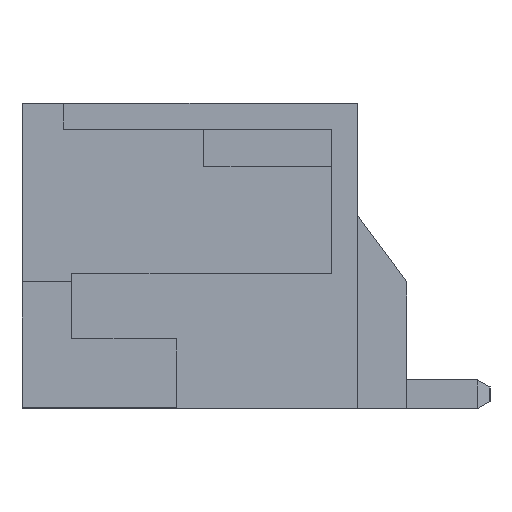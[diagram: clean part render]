
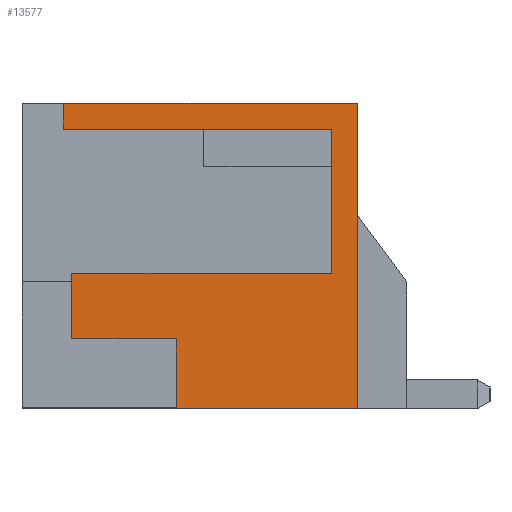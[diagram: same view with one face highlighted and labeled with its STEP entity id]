
A CAD part, left-side view. The second image highlights one B-rep face of the part: STEP entity #13577.
In plain terms, the highlighted planar face has unit normal (-1, 0, 0).
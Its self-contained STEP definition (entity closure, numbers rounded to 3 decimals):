
#2096=ORIENTED_EDGE('',*,*,#3977,.F.);
#2097=ORIENTED_EDGE('',*,*,#3957,.F.);
#2098=ORIENTED_EDGE('',*,*,#3960,.F.);
#2099=ORIENTED_EDGE('',*,*,#3965,.F.);
#2100=ORIENTED_EDGE('',*,*,#3988,.F.);
#2101=ORIENTED_EDGE('',*,*,#3969,.F.);
#2102=ORIENTED_EDGE('',*,*,#3987,.F.);
#2103=ORIENTED_EDGE('',*,*,#3136,.F.);
#2104=ORIENTED_EDGE('',*,*,#3088,.F.);
#2105=ORIENTED_EDGE('',*,*,#3976,.F.);
#3088=EDGE_CURVE('',#4449,#4450,#5318,.T.);
#3136=EDGE_CURVE('',#4450,#4492,#5366,.T.);
#3957=EDGE_CURVE('',#5004,#5005,#6187,.T.);
#3960=EDGE_CURVE('',#5006,#5004,#6190,.T.);
#3965=EDGE_CURVE('',#5009,#5006,#6195,.T.);
#3969=EDGE_CURVE('',#5011,#5012,#6199,.T.);
#3976=EDGE_CURVE('',#5014,#4449,#6206,.T.);
#3977=EDGE_CURVE('',#5005,#5014,#6207,.T.);
#3987=EDGE_CURVE('',#4492,#5011,#6217,.T.);
#3988=EDGE_CURVE('',#5012,#5009,#6218,.T.);
#4449=VERTEX_POINT('',#16525);
#4450=VERTEX_POINT('',#16527);
#4492=VERTEX_POINT('',#16622);
#5004=VERTEX_POINT('',#18291);
#5005=VERTEX_POINT('',#18293);
#5006=VERTEX_POINT('',#18297);
#5009=VERTEX_POINT('',#18306);
#5011=VERTEX_POINT('',#18314);
#5012=VERTEX_POINT('',#18316);
#5014=VERTEX_POINT('',#18327);
#5318=LINE('',#16526,#6414);
#5366=LINE('',#16621,#6462);
#6187=LINE('',#18292,#7283);
#6190=LINE('',#18298,#7286);
#6195=LINE('',#18307,#7291);
#6199=LINE('',#18315,#7295);
#6206=LINE('',#18328,#7302);
#6207=LINE('',#18330,#7303);
#6217=LINE('',#18348,#7313);
#6218=LINE('',#18350,#7314);
#6414=VECTOR('',#14362,1000.);
#6462=VECTOR('',#14420,1000.);
#7283=VECTOR('',#15915,1000.);
#7286=VECTOR('',#15920,1000.);
#7291=VECTOR('',#15927,1000.);
#7295=VECTOR('',#15935,1000.);
#7302=VECTOR('',#15948,1000.);
#7303=VECTOR('',#15951,1000.);
#7313=VECTOR('',#15969,1000.);
#7314=VECTOR('',#15972,1000.);
#7883=EDGE_LOOP('',(#2096,#2097,#2098,#2099,#2100,#2101,#2102,#2103,#2104,
#2105));
#8497=FACE_BOUND('',#7883,.T.);
#9080=PLANE('',#14169);
#13577=ADVANCED_FACE('',(#8497),#9080,.F.);
#14169=AXIS2_PLACEMENT_3D('',#18351,#15973,#15974);
#14362=DIRECTION('',(0.,-1.,0.));
#14420=DIRECTION('',(0.,0.,-1.));
#15915=DIRECTION('',(0.,0.,1.));
#15920=DIRECTION('',(0.,-1.,0.));
#15927=DIRECTION('',(0.,0.,1.));
#15935=DIRECTION('',(0.,0.,1.));
#15948=DIRECTION('',(0.,0.,1.));
#15951=DIRECTION('',(0.,1.,0.));
#15969=DIRECTION('',(0.,1.,0.));
#15972=DIRECTION('',(0.,1.,0.));
#15973=DIRECTION('',(1.,0.,0.));
#15974=DIRECTION('',(0.,0.,-1.));
#16525=CARTESIAN_POINT('',(-17.073,7.521,5.385));
#16526=CARTESIAN_POINT('',(-17.073,7.521,5.385));
#16527=CARTESIAN_POINT('',(-17.073,2.337,5.385));
#16621=CARTESIAN_POINT('',(-17.073,2.337,5.385));
#16622=CARTESIAN_POINT('',(-17.073,2.337,0.));
#18291=CARTESIAN_POINT('',(-17.073,2.794,2.389));
#18292=CARTESIAN_POINT('',(-17.073,2.794,2.389));
#18293=CARTESIAN_POINT('',(-17.073,2.794,4.928));
#18297=CARTESIAN_POINT('',(-17.073,7.378,2.389));
#18298=CARTESIAN_POINT('',(-17.073,7.378,2.389));
#18306=CARTESIAN_POINT('',(-17.073,7.378,1.231));
#18307=CARTESIAN_POINT('',(-17.073,7.378,1.231));
#18314=CARTESIAN_POINT('',(-17.073,5.532,0.));
#18315=CARTESIAN_POINT('',(-17.073,5.532,0.));
#18316=CARTESIAN_POINT('',(-17.073,5.532,1.231));
#18327=CARTESIAN_POINT('',(-17.073,7.521,4.928));
#18328=CARTESIAN_POINT('',(-17.073,7.521,5.385));
#18330=CARTESIAN_POINT('',(-17.073,2.794,4.928));
#18348=CARTESIAN_POINT('',(-17.073,2.337,0.));
#18350=CARTESIAN_POINT('',(-17.073,5.532,1.231));
#18351=CARTESIAN_POINT('',(-17.073,0.,0.));
